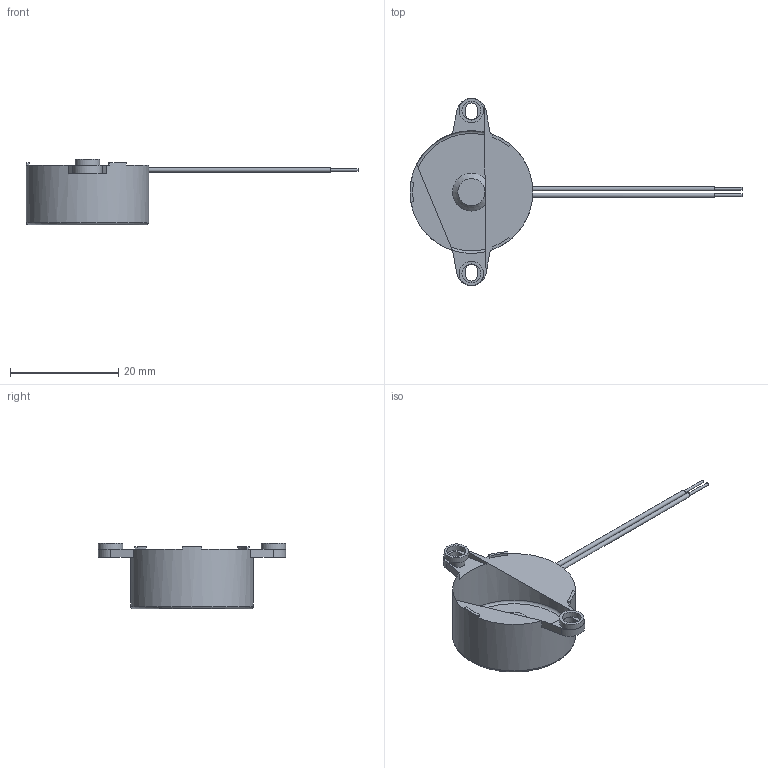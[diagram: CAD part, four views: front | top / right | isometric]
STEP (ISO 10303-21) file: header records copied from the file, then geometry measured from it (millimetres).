
FILE_DESCRIPTION(/* description */ ('Alibre Inc.'),/* implementation_level */ '2;1');
FILE_NAME(/* name */ 'export0',/* time_stamp */ '2018-04-15T16:03:53-05:00',/* author */ (''),/* organization */ (''),/* preprocessor_version */ 'ST-DEVELOPER v14',/* originating_system */ 'Alibre',/* authorisation */ '');
FILE_SCHEMA (('AUTOMOTIVE_DESIGN'));
Length unit declared in the file: centimetre
Bounding box: 61.35 x 34.6 x 12.1 mm (x, y, z)
Volume: 4493.3 mm3; surface area: 2046.5 mm2
Topology: 1 solids, 1 shells, 51 faces, 124 edges, 82 vertices
Faces by surface type: plane 30, cylinder 19, cone 1, torus 1
Full cylindrical faces by diameter (mm): 0.472 x2, 0.8 x2, 3.5 x2, 4.5 x2, 5 x1, 22.7 x1
Entity records: 1422 total; most frequent: CARTESIAN_POINT 293, ORIENTED_EDGE 214, DIRECTION 211, EDGE_CURVE 107, AXIS2_PLACEMENT_3D 92, VERTEX_POINT 77, EDGE_LOOP 74, FACE_BOUND 74
